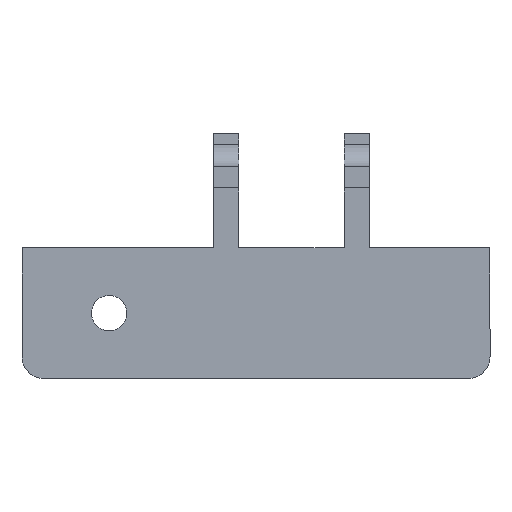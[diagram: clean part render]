
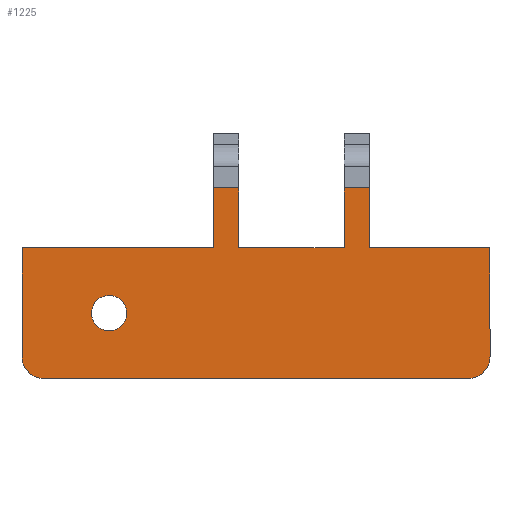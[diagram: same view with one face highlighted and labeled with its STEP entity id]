
A CAD part, top view. The second image highlights one B-rep face of the part: STEP entity #1225.
In plain terms, the highlighted planar face has unit normal (0, 0, 1).
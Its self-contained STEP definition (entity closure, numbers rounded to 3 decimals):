
#1 = CARTESIAN_POINT ( 'NONE',  ( -8., -50., 4. ) ) ;
#12 = EDGE_CURVE ( 'NONE', #1086, #1060, #1160, .T. ) ;
#28 = DIRECTION ( 'NONE',  ( 0., -1., 0. ) ) ;
#29 = AXIS2_PLACEMENT_3D ( 'NONE', #463, #134, #241 ) ;
#36 = VERTEX_POINT ( 'NONE', #1308 ) ;
#37 = CARTESIAN_POINT ( 'NONE',  ( 0., -50., 4. ) ) ;
#51 = ORIENTED_EDGE ( 'NONE', *, *, #1135, .T. ) ;
#56 = VERTEX_POINT ( 'NONE', #857 ) ;
#64 = VERTEX_POINT ( 'NONE', #104 ) ;
#89 = ORIENTED_EDGE ( 'NONE', *, *, #659, .F. ) ;
#104 = CARTESIAN_POINT ( 'NONE',  ( 23.9, -44.5, 4. ) ) ;
#109 = DIRECTION ( 'NONE',  ( -1., 0., 0. ) ) ;
#129 = VERTEX_POINT ( 'NONE', #1 ) ;
#134 = DIRECTION ( 'NONE',  ( 0., 0., -1. ) ) ;
#153 = LINE ( 'NONE', #469, #593 ) ;
#157 = EDGE_CURVE ( 'NONE', #793, #1387, #523, .T. ) ;
#172 = PLANE ( 'NONE',  #429 ) ;
#202 = VERTEX_POINT ( 'NONE', #1124 ) ;
#231 = EDGE_CURVE ( 'NONE', #977, #470, #1395, .T. ) ;
#238 = DIRECTION ( 'NONE',  ( -1., 0., 0. ) ) ;
#241 = DIRECTION ( 'NONE',  ( -1., 0., 0. ) ) ;
#252 = VECTOR ( 'NONE', #1013, 1000. ) ;
#275 = CARTESIAN_POINT ( 'NONE',  ( 21.6, -44.5, 4. ) ) ;
#290 = AXIS2_PLACEMENT_3D ( 'NONE', #1195, #866, #527 ) ;
#293 = EDGE_CURVE ( 'NONE', #1060, #1086, #1323, .T. ) ;
#300 = EDGE_CURVE ( 'NONE', #495, #202, #153, .T. ) ;
#314 = DIRECTION ( 'NONE',  ( -1., 0., 0. ) ) ;
#316 = VECTOR ( 'NONE', #689, 1000. ) ;
#318 = CARTESIAN_POINT ( 'NONE',  ( 11.9, -44.5, 4. ) ) ;
#325 = LINE ( 'NONE', #1212, #687 ) ;
#339 = VECTOR ( 'NONE', #407, 1000. ) ;
#345 = VERTEX_POINT ( 'NONE', #369 ) ;
#352 = DIRECTION ( 'NONE',  ( -1., 0., 0. ) ) ;
#368 = LINE ( 'NONE', #803, #473 ) ;
#369 = CARTESIAN_POINT ( 'NONE',  ( 9.6, -50., 4. ) ) ;
#376 = CARTESIAN_POINT ( 'NONE',  ( 0., -56., 4. ) ) ;
#381 = VECTOR ( 'NONE', #109, 1000. ) ;
#386 = ORIENTED_EDGE ( 'NONE', *, *, #818, .F. ) ;
#395 = DIRECTION ( 'NONE',  ( -1., 0., 0. ) ) ;
#407 = DIRECTION ( 'NONE',  ( -1., 0., 0. ) ) ;
#413 = CARTESIAN_POINT ( 'NONE',  ( 0., -62., 4. ) ) ;
#425 = CARTESIAN_POINT ( 'NONE',  ( 11.9, -44.5, 4. ) ) ;
#429 = AXIS2_PLACEMENT_3D ( 'NONE', #643, #532, #314 ) ;
#433 = ORIENTED_EDGE ( 'NONE', *, *, #894, .T. ) ;
#438 = CARTESIAN_POINT ( 'NONE',  ( 9.6, -44.5, 4. ) ) ;
#441 = CARTESIAN_POINT ( 'NONE',  ( -8., -60., 4. ) ) ;
#456 = VERTEX_POINT ( 'NONE', #275 ) ;
#459 = ORIENTED_EDGE ( 'NONE', *, *, #293, .T. ) ;
#463 = CARTESIAN_POINT ( 'NONE',  ( 0., -56., 4. ) ) ;
#469 = CARTESIAN_POINT ( 'NONE',  ( 11.9, 0., 4. ) ) ;
#470 = VERTEX_POINT ( 'NONE', #441 ) ;
#473 = VECTOR ( 'NONE', #808, 1000. ) ;
#495 = VERTEX_POINT ( 'NONE', #425 ) ;
#507 = CARTESIAN_POINT ( 'NONE',  ( 35., -50., 4. ) ) ;
#511 = LINE ( 'NONE', #728, #618 ) ;
#523 = CIRCLE ( 'NONE', #290, 2. ) ;
#527 = DIRECTION ( 'NONE',  ( -1., 0., 0. ) ) ;
#530 = LINE ( 'NONE', #962, #1370 ) ;
#532 = DIRECTION ( 'NONE',  ( 0., 0., 1. ) ) ;
#550 = VECTOR ( 'NONE', #238, 1000. ) ;
#555 = LINE ( 'NONE', #867, #714 ) ;
#560 = CARTESIAN_POINT ( 'NONE',  ( -6., -60., 4. ) ) ;
#562 = EDGE_LOOP ( 'NONE', ( #989, #459 ) ) ;
#564 = EDGE_CURVE ( 'NONE', #345, #129, #1087, .T. ) ;
#571 = CARTESIAN_POINT ( 'NONE',  ( -1.625, -56., 4. ) ) ;
#593 = VECTOR ( 'NONE', #907, 1000. ) ;
#618 = VECTOR ( 'NONE', #1171, 1000. ) ;
#629 = DIRECTION ( 'NONE',  ( 0., -1., 0. ) ) ;
#643 = CARTESIAN_POINT ( 'NONE',  ( 0., 0., 4. ) ) ;
#653 = ORIENTED_EDGE ( 'NONE', *, *, #564, .T. ) ;
#658 = ORIENTED_EDGE ( 'NONE', *, *, #1003, .F. ) ;
#659 = EDGE_CURVE ( 'NONE', #64, #56, #368, .T. ) ;
#682 = CARTESIAN_POINT ( 'NONE',  ( -6., -62., 4. ) ) ;
#687 = VECTOR ( 'NONE', #28, 1000. ) ;
#689 = DIRECTION ( 'NONE',  ( 1., 0., 0. ) ) ;
#701 = EDGE_LOOP ( 'NONE', ( #805, #653, #433, #961, #1133, #1305, #386, #945, #89, #51, #1156, #658, #1009, #834 ) ) ;
#707 = CARTESIAN_POINT ( 'NONE',  ( 33., -62., 4. ) ) ;
#714 = VECTOR ( 'NONE', #770, 1000. ) ;
#728 = CARTESIAN_POINT ( 'NONE',  ( 21.6, -44.5, 4. ) ) ;
#742 = VERTEX_POINT ( 'NONE', #507 ) ;
#743 = LINE ( 'NONE', #413, #339 ) ;
#750 = FACE_OUTER_BOUND ( 'NONE', #701, .T. ) ;
#770 = DIRECTION ( 'NONE',  ( 0., 1., 0. ) ) ;
#784 = LINE ( 'NONE', #318, #550 ) ;
#793 = VERTEX_POINT ( 'NONE', #1377 ) ;
#803 = CARTESIAN_POINT ( 'NONE',  ( 23.9, 0., 4. ) ) ;
#805 = ORIENTED_EDGE ( 'NONE', *, *, #957, .T. ) ;
#808 = DIRECTION ( 'NONE',  ( 0., -1., 0. ) ) ;
#818 = EDGE_CURVE ( 'NONE', #742, #793, #530, .T. ) ;
#819 = DIRECTION ( 'NONE',  ( 0., 0., -1. ) ) ;
#834 = ORIENTED_EDGE ( 'NONE', *, *, #946, .T. ) ;
#853 = FACE_BOUND ( 'NONE', #562, .T. ) ;
#857 = CARTESIAN_POINT ( 'NONE',  ( 23.9, -50., 4. ) ) ;
#865 = VECTOR ( 'NONE', #968, 1000. ) ;
#866 = DIRECTION ( 'NONE',  ( 0., 0., -1. ) ) ;
#867 = CARTESIAN_POINT ( 'NONE',  ( 21.6, 0., 4. ) ) ;
#892 = LINE ( 'NONE', #1330, #865 ) ;
#894 = EDGE_CURVE ( 'NONE', #129, #470, #325, .T. ) ;
#907 = DIRECTION ( 'NONE',  ( 0., -1., 0. ) ) ;
#925 = CARTESIAN_POINT ( 'NONE',  ( 1.625, -56., 4. ) ) ;
#933 = VERTEX_POINT ( 'NONE', #438 ) ;
#945 = ORIENTED_EDGE ( 'NONE', *, *, #1029, .F. ) ;
#946 = EDGE_CURVE ( 'NONE', #495, #933, #784, .T. ) ;
#957 = EDGE_CURVE ( 'NONE', #933, #345, #892, .T. ) ;
#961 = ORIENTED_EDGE ( 'NONE', *, *, #231, .F. ) ;
#962 = CARTESIAN_POINT ( 'NONE',  ( 35., 0., 4. ) ) ;
#968 = DIRECTION ( 'NONE',  ( 0., -1., 0. ) ) ;
#977 = VERTEX_POINT ( 'NONE', #682 ) ;
#985 = CARTESIAN_POINT ( 'NONE',  ( 0., -50., 4. ) ) ;
#989 = ORIENTED_EDGE ( 'NONE', *, *, #12, .T. ) ;
#1003 = EDGE_CURVE ( 'NONE', #202, #36, #1358, .T. ) ;
#1009 = ORIENTED_EDGE ( 'NONE', *, *, #300, .F. ) ;
#1013 = DIRECTION ( 'NONE',  ( 1., 0., 0. ) ) ;
#1029 = EDGE_CURVE ( 'NONE', #56, #742, #1335, .T. ) ;
#1060 = VERTEX_POINT ( 'NONE', #925 ) ;
#1086 = VERTEX_POINT ( 'NONE', #571 ) ;
#1087 = LINE ( 'NONE', #985, #381 ) ;
#1124 = CARTESIAN_POINT ( 'NONE',  ( 11.9, -50., 4. ) ) ;
#1133 = ORIENTED_EDGE ( 'NONE', *, *, #1213, .F. ) ;
#1135 = EDGE_CURVE ( 'NONE', #64, #456, #511, .T. ) ;
#1156 = ORIENTED_EDGE ( 'NONE', *, *, #1287, .F. ) ;
#1160 = CIRCLE ( 'NONE', #1392, 1.625 ) ;
#1171 = DIRECTION ( 'NONE',  ( -1., 0., 0. ) ) ;
#1195 = CARTESIAN_POINT ( 'NONE',  ( 33., -60., 4. ) ) ;
#1212 = CARTESIAN_POINT ( 'NONE',  ( -8., 0., 4. ) ) ;
#1213 = EDGE_CURVE ( 'NONE', #1387, #977, #743, .T. ) ;
#1214 = AXIS2_PLACEMENT_3D ( 'NONE', #560, #1354, #352 ) ;
#1225 = ADVANCED_FACE ( 'NONE', ( #853, #750 ), #172, .T. ) ;
#1233 = CARTESIAN_POINT ( 'NONE',  ( 0., -50., 4. ) ) ;
#1287 = EDGE_CURVE ( 'NONE', #36, #456, #555, .T. ) ;
#1305 = ORIENTED_EDGE ( 'NONE', *, *, #157, .F. ) ;
#1308 = CARTESIAN_POINT ( 'NONE',  ( 21.6, -50., 4. ) ) ;
#1323 = CIRCLE ( 'NONE', #29, 1.625 ) ;
#1330 = CARTESIAN_POINT ( 'NONE',  ( 9.6, 0., 4. ) ) ;
#1335 = LINE ( 'NONE', #37, #252 ) ;
#1354 = DIRECTION ( 'NONE',  ( 0., 0., -1. ) ) ;
#1358 = LINE ( 'NONE', #1233, #316 ) ;
#1370 = VECTOR ( 'NONE', #629, 1000. ) ;
#1377 = CARTESIAN_POINT ( 'NONE',  ( 35., -60., 4. ) ) ;
#1387 = VERTEX_POINT ( 'NONE', #707 ) ;
#1392 = AXIS2_PLACEMENT_3D ( 'NONE', #376, #819, #395 ) ;
#1395 = CIRCLE ( 'NONE', #1214, 2. ) ;
